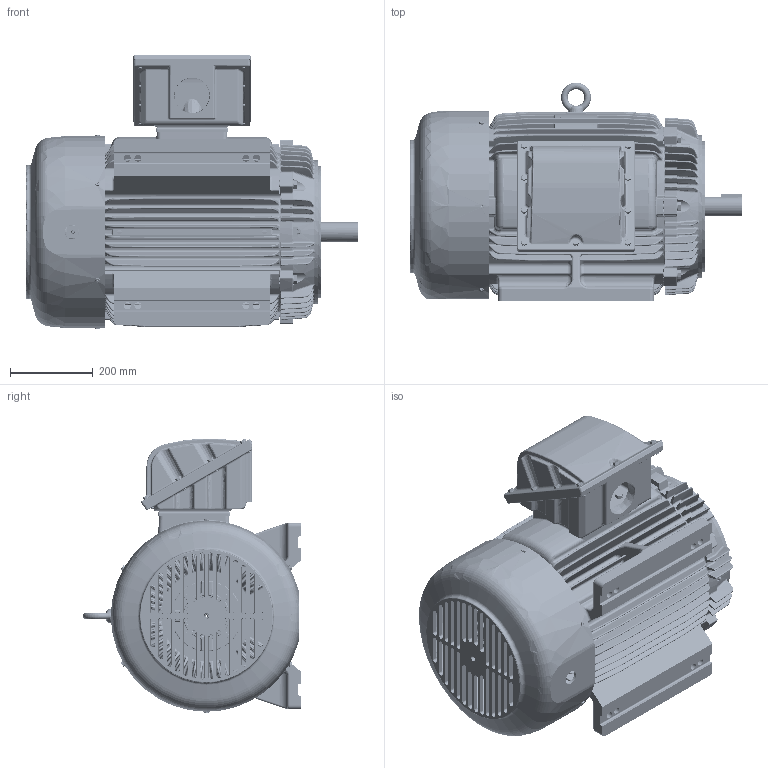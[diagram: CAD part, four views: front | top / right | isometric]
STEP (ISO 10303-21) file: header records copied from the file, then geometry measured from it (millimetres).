
FILE_DESCRIPTION(('CATIA V5 STEP Exchange'),'2;1');
FILE_NAME('31043A320--AEHHXF-364TSC.stp','2018-01-25T02:09:44+00:00',('none'),('none'),'Version 5-6 Release 2012','CATIA V5 STEP AP203','none');
FILE_SCHEMA(('CONFIG_CONTROL_DESIGN'));
Length unit declared in the file: millimetre
Products named in the file (1): 31043A320--AEHHXF-364TSC
Bounding box: 800.18 x 527.2 x 662.65 mm (x, y, z)
Volume: 34376292.7 mm3; surface area: 5227939.1 mm2
Topology: 5 solids, 56 shells, 13041 faces, 35168 edges, 21454 vertices
Faces by surface type: bspline 6273, cylinder 2330, plane 1820, torus 1190, cone 936, sphere 446, revolution 46
Entity records: 589335 total; most frequent: CARTESIAN_POINT 347603, ORIENTED_EDGE 68538, EDGE_CURVE 34269, DIRECTION 25457, VERTEX_POINT 21454, EDGE_LOOP 13403, B_SPLINE_CURVE_WITH_KNOTS 13152, ADVANCED_FACE 13041
